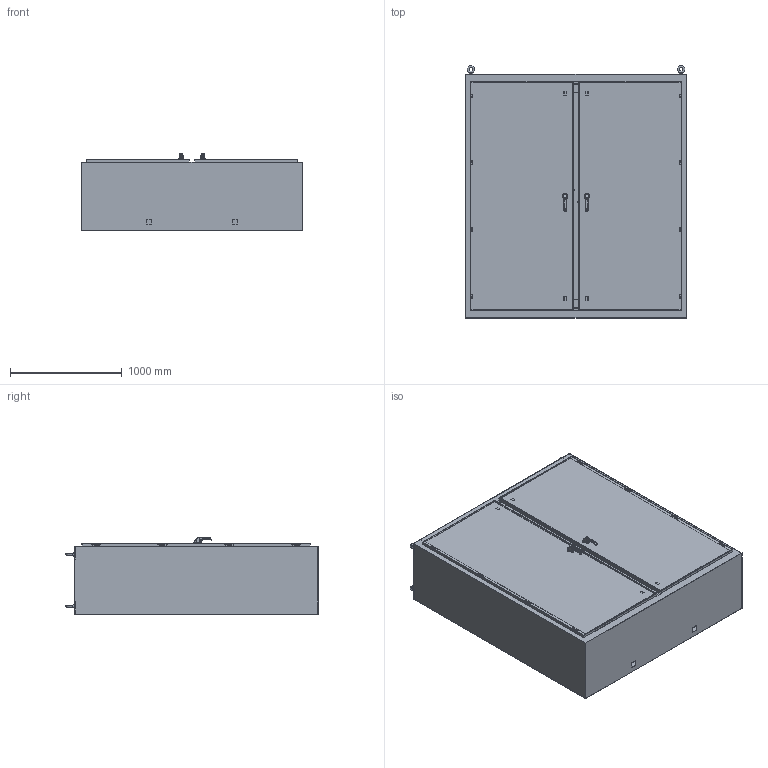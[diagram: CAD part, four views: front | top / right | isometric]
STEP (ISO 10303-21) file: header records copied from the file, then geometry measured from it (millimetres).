
FILE_DESCRIPTION (( 'STEP AP214' ), '1' );
FILE_NAME ('SCE-N86L7824.STEP', '2024-06-18T14:35:42', ( '' ), ( '' ), 'SwSTEP 2.0', 'SolidWorks 2023', '' );
FILE_SCHEMA (( 'AUTOMOTIVE_DESIGN' ));
Length unit declared in the file: inch
Products named in the file (1): SCE-N86L7824
Bounding box: 1974.85 x 2259.18 x 686.97 mm (x, y, z)
Volume: 39116744 mm3; surface area: 29282225.1 mm2
Topology: 48 solids, 56 shells, 7310 faces, 18834 edges, 11644 vertices
Faces by surface type: plane 3016, cylinder 2462, bspline 1446, cone 218, torus 168
Full cylindrical faces by diameter (mm): 1.016 x8, 3.978 x8, 4.318 x40, 4.978 x32, 5.016 x4, 5.207 x16, 5.232 x16, 5.537 x8, 6.096 x16, 6.198 x16, 6.35 x16, 9.525 x18, 10.323 x16, 11.112 x6, 11.113 x6, 11.25 x2, 15.24 x4, 16 x2, 29.8 x4
Entity records: 353899 total; most frequent: CARTESIAN_POINT 189645, ORIENTED_EDGE 36168, DIRECTION 30665, EDGE_CURVE 18084, VERTEX_POINT 11432, AXIS2_PLACEMENT_3D 10930, LINE 8805, VECTOR 8805
